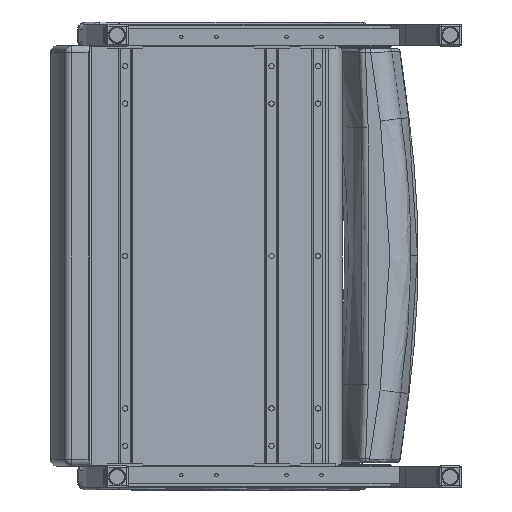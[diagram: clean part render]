
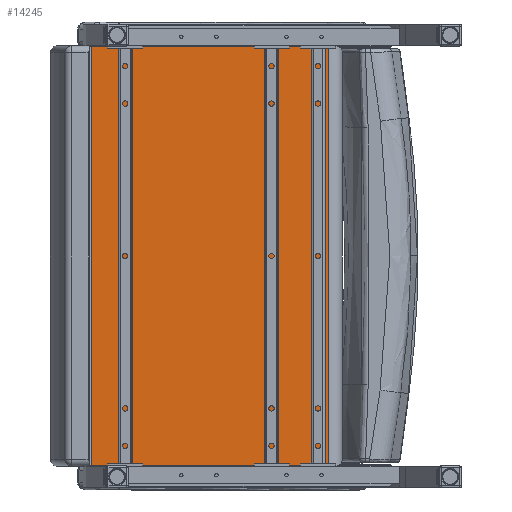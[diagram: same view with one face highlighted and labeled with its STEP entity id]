
A CAD part, front view. The second image highlights one B-rep face of the part: STEP entity #14245.
In plain terms, the highlighted planar face has unit normal (0, -1, 0).
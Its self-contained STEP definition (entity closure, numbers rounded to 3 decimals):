
#703=PLANE('',#15573);
#1795=FACE_OUTER_BOUND('',#2887,.T.);
#2887=EDGE_LOOP('',(#10087,#10088,#10089,#10090));
#4614=LINE('',#22706,#5331);
#4630=LINE('',#22840,#5347);
#4636=LINE('',#22927,#5353);
#4637=LINE('',#22929,#5354);
#5331=VECTOR('',#17617,0.394);
#5347=VECTOR('',#17693,0.394);
#5353=VECTOR('',#17755,0.394);
#5354=VECTOR('',#17758,0.394);
#6179=VERTEX_POINT('',#22694);
#6180=VERTEX_POINT('',#22705);
#6204=VERTEX_POINT('',#22828);
#6205=VERTEX_POINT('',#22839);
#7510=EDGE_CURVE('',#6179,#6180,#4614,.T.);
#7549=EDGE_CURVE('',#6204,#6205,#4630,.T.);
#7574=EDGE_CURVE('',#6204,#6180,#4636,.T.);
#7575=EDGE_CURVE('',#6205,#6179,#4637,.T.);
#10087=ORIENTED_EDGE('',*,*,#7510,.F.);
#10088=ORIENTED_EDGE('',*,*,#7575,.F.);
#10089=ORIENTED_EDGE('',*,*,#7549,.F.);
#10090=ORIENTED_EDGE('',*,*,#7574,.T.);
#14245=ADVANCED_FACE('',(#1795),#703,.T.);
#15573=AXIS2_PLACEMENT_3D('',#22928,#17756,#17757);
#17617=DIRECTION('',(1.,0.,0.));
#17693=DIRECTION('',(-1.,0.,0.));
#17755=DIRECTION('',(0.,0.,1.));
#17756=DIRECTION('center_axis',(0.,-1.,0.));
#17757=DIRECTION('ref_axis',(1.,0.,0.));
#17758=DIRECTION('',(0.,0.,1.));
#22694=CARTESIAN_POINT('',(-12.083,0.797,29.966));
#22705=CARTESIAN_POINT('',(4.791,0.797,29.966));
#22706=CARTESIAN_POINT('',(-9.146,0.797,29.966));
#22828=CARTESIAN_POINT('',(4.791,0.797,0.034));
#22839=CARTESIAN_POINT('',(-12.083,0.797,0.034));
#22840=CARTESIAN_POINT('',(-9.146,0.797,0.034));
#22927=CARTESIAN_POINT('',(4.791,0.797,0.));
#22928=CARTESIAN_POINT('Origin',(-12.083,0.797,0.));
#22929=CARTESIAN_POINT('',(-12.083,0.797,0.));
